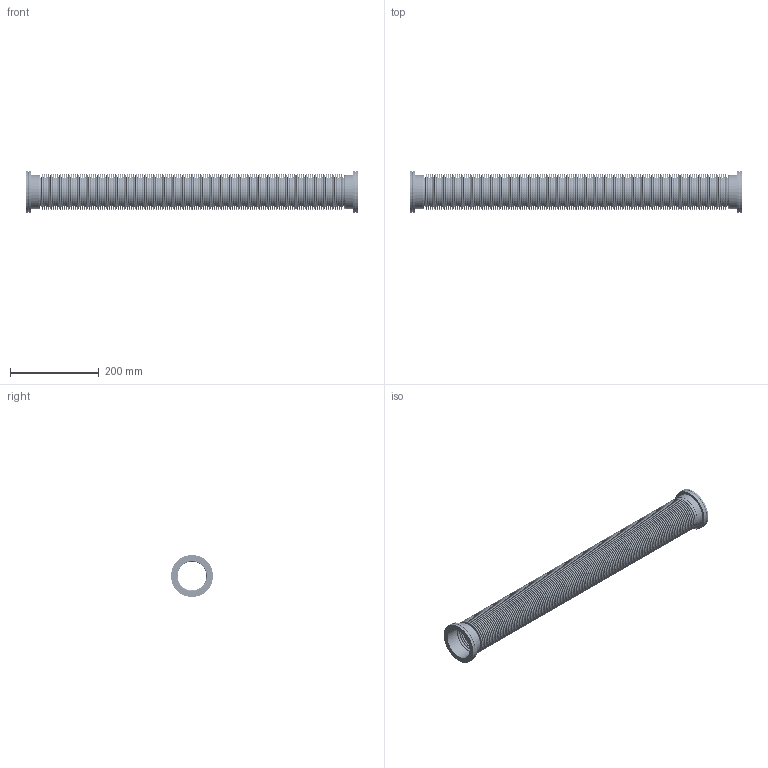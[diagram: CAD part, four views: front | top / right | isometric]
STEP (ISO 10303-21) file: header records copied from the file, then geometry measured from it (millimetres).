
FILE_DESCRIPTION (( 'STEP AP214' ), '1' );
FILE_NAME ('320SWG063-0750.stp', '2017-06-02T09:16:10', ( '' ), ( '' ), 'SwSTEP 2.0', 'SolidWorks 2015', '' );
FILE_SCHEMA (( 'AUTOMOTIVE_DESIGN' ));
Length unit declared in the file: millimetre
Products named in the file (1): 320SWG063-0750
Bounding box: 750 x 95 x 95 mm (x, y, z)
Volume: 212158.3 mm3; surface area: 1147172.3 mm2
Topology: 1 solids, 1 shells, 3850 faces, 7700 edges, 4404 vertices
Faces by surface type: torus 2184, cylinder 1112, plane 554
Entity records: 143596 total; most frequent: DIRECTION 21990, CARTESIAN_POINT 15955, ORIENTED_EDGE 15400, AXIS2_PLACEMENT_3D 10439, EDGE_CURVE 7700, CIRCLE 6588, VERTEX_POINT 4404, EDGE_LOOP 4404
